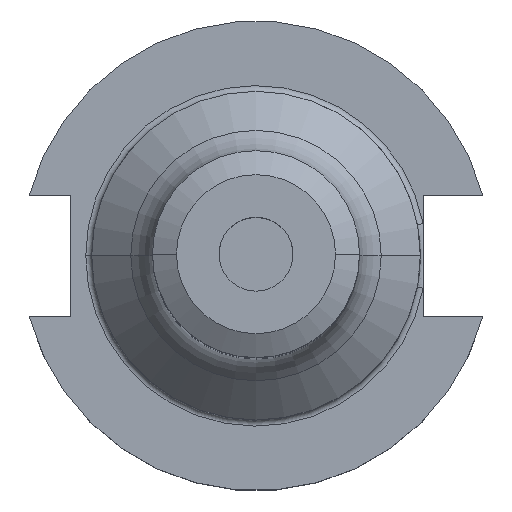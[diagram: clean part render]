
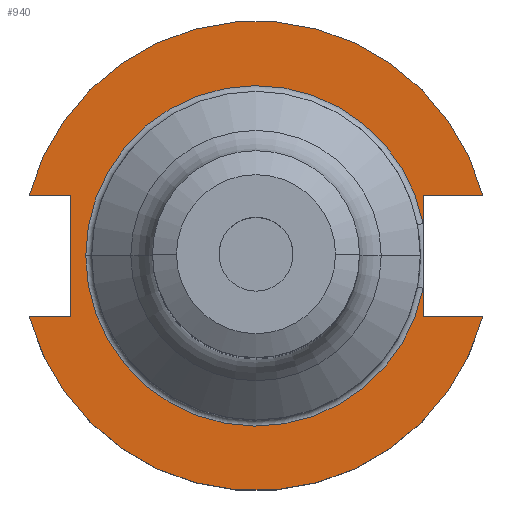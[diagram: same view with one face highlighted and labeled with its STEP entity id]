
A CAD part, top view. The second image highlights one B-rep face of the part: STEP entity #940.
In plain terms, the highlighted planar face has unit normal (0, 0, 1).
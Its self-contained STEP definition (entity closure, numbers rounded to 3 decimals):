
#54 = EDGE_CURVE ( 'NONE', #1353, #1985, #1406, .T. ) ;
#65 = CARTESIAN_POINT ( 'NONE',  ( 30.675, 8.191, 19.05 ) ) ;
#68 = CARTESIAN_POINT ( 'NONE',  ( 0., 0., 19.05 ) ) ;
#98 = EDGE_CURVE ( 'NONE', #934, #644, #543, .T. ) ;
#107 = LINE ( 'NONE', #1891, #1337 ) ;
#108 = AXIS2_PLACEMENT_3D ( 'NONE', #305, #796, #1733 ) ;
#118 = CARTESIAN_POINT ( 'NONE',  ( 22.606, -4.373, 19.05 ) ) ;
#125 = ORIENTED_EDGE ( 'NONE', *, *, #292, .T. ) ;
#139 = CARTESIAN_POINT ( 'NONE',  ( 0., 0., 19.05 ) ) ;
#155 = VECTOR ( 'NONE', #639, 1000. ) ;
#164 = CARTESIAN_POINT ( 'NONE',  ( -30.675, 8.191, 19.05 ) ) ;
#241 = ORIENTED_EDGE ( 'NONE', *, *, #1395, .T. ) ;
#248 = VECTOR ( 'NONE', #1326, 1000. ) ;
#262 = VERTEX_POINT ( 'NONE', #1136 ) ;
#271 = ORIENTED_EDGE ( 'NONE', *, *, #578, .T. ) ;
#290 = DIRECTION ( 'NONE',  ( -1., 0., 0. ) ) ;
#292 = EDGE_CURVE ( 'NONE', #1353, #424, #679, .T. ) ;
#296 = EDGE_CURVE ( 'NONE', #1513, #477, #1140, .T. ) ;
#305 = CARTESIAN_POINT ( 'NONE',  ( 0., 22.225, 19.05 ) ) ;
#319 = CARTESIAN_POINT ( 'NONE',  ( 0., 0., 19.05 ) ) ;
#357 = ORIENTED_EDGE ( 'NONE', *, *, #698, .T. ) ;
#360 = ORIENTED_EDGE ( 'NONE', *, *, #1496, .T. ) ;
#387 = DIRECTION ( 'NONE',  ( 1., 0., 0. ) ) ;
#424 = VERTEX_POINT ( 'NONE', #1493 ) ;
#453 = DIRECTION ( 'NONE',  ( 0., 1., 0. ) ) ;
#470 = ORIENTED_EDGE ( 'NONE', *, *, #98, .T. ) ;
#477 = VERTEX_POINT ( 'NONE', #1063 ) ;
#485 = DIRECTION ( 'NONE',  ( -1., 0., 0. ) ) ;
#543 = LINE ( 'NONE', #1555, #155 ) ;
#547 = DIRECTION ( 'NONE',  ( 1., 0., 0. ) ) ;
#578 = EDGE_CURVE ( 'NONE', #1979, #1804, #1067, .T. ) ;
#589 = VECTOR ( 'NONE', #387, 1000. ) ;
#639 = DIRECTION ( 'NONE',  ( 0., 1., 0. ) ) ;
#644 = VERTEX_POINT ( 'NONE', #1915 ) ;
#652 = VECTOR ( 'NONE', #453, 1000. ) ;
#667 = AXIS2_PLACEMENT_3D ( 'NONE', #319, #1413, #485 ) ;
#679 = CIRCLE ( 'NONE', #1894, 31.75 ) ;
#681 = CARTESIAN_POINT ( 'NONE',  ( 22.606, -8.191, 19.05 ) ) ;
#684 = CARTESIAN_POINT ( 'NONE',  ( 22.606, 4.373, 19.05 ) ) ;
#698 = EDGE_CURVE ( 'NONE', #2018, #1513, #1282, .T. ) ;
#703 = ORIENTED_EDGE ( 'NONE', *, *, #54, .F. ) ;
#715 = AXIS2_PLACEMENT_3D ( 'NONE', #68, #1173, #1928 ) ;
#740 = VECTOR ( 'NONE', #1852, 1000. ) ;
#796 = DIRECTION ( 'NONE',  ( 0., 0., -1. ) ) ;
#805 = LINE ( 'NONE', #947, #740 ) ;
#857 = CARTESIAN_POINT ( 'NONE',  ( -25.091, -8.191, 19.05 ) ) ;
#875 = CARTESIAN_POINT ( 'NONE',  ( -61.091, -8.191, 19.05 ) ) ;
#912 = EDGE_CURVE ( 'NONE', #1979, #424, #1030, .T. ) ;
#930 = FACE_OUTER_BOUND ( 'NONE', #1598, .T. ) ;
#934 = VERTEX_POINT ( 'NONE', #684 ) ;
#940 = ADVANCED_FACE ( 'NONE', ( #930 ), #1849, .F. ) ;
#947 = CARTESIAN_POINT ( 'NONE',  ( 0., 8.191, 19.05 ) ) ;
#981 = DIRECTION ( 'NONE',  ( 0., -1., 0. ) ) ;
#1030 = LINE ( 'NONE', #1156, #1380 ) ;
#1047 = EDGE_CURVE ( 'NONE', #477, #1985, #107, .T. ) ;
#1063 = CARTESIAN_POINT ( 'NONE',  ( -25.091, 8.191, 19.05 ) ) ;
#1067 = LINE ( 'NONE', #1088, #652 ) ;
#1088 = CARTESIAN_POINT ( 'NONE',  ( 22.606, 22.225, 19.05 ) ) ;
#1115 = CIRCLE ( 'NONE', #1742, 23.025 ) ;
#1136 = CARTESIAN_POINT ( 'NONE',  ( -23.025, 0., 19.05 ) ) ;
#1140 = LINE ( 'NONE', #1164, #248 ) ;
#1156 = CARTESIAN_POINT ( 'NONE',  ( 0., -8.191, 19.05 ) ) ;
#1164 = CARTESIAN_POINT ( 'NONE',  ( -61.091, 8.191, 19.05 ) ) ;
#1173 = DIRECTION ( 'NONE',  ( 0., 0., 1. ) ) ;
#1214 = CARTESIAN_POINT ( 'NONE',  ( -30.675, -8.191, 19.05 ) ) ;
#1241 = DIRECTION ( 'NONE',  ( 0., 0., -1. ) ) ;
#1282 = CIRCLE ( 'NONE', #715, 31.75 ) ;
#1285 = ORIENTED_EDGE ( 'NONE', *, *, #1869, .F. ) ;
#1318 = CARTESIAN_POINT ( 'NONE',  ( 0., 0., 19.05 ) ) ;
#1326 = DIRECTION ( 'NONE',  ( 1., 0., 0. ) ) ;
#1327 = DIRECTION ( 'NONE',  ( 1., 0., 0. ) ) ;
#1337 = VECTOR ( 'NONE', #981, 1000. ) ;
#1353 = VERTEX_POINT ( 'NONE', #1214 ) ;
#1357 = ORIENTED_EDGE ( 'NONE', *, *, #912, .F. ) ;
#1380 = VECTOR ( 'NONE', #1327, 1000. ) ;
#1395 = EDGE_CURVE ( 'NONE', #1804, #262, #1115, .T. ) ;
#1406 = LINE ( 'NONE', #875, #589 ) ;
#1413 = DIRECTION ( 'NONE',  ( 0., 0., -1. ) ) ;
#1464 = DIRECTION ( 'NONE',  ( 0., 0., 1. ) ) ;
#1493 = CARTESIAN_POINT ( 'NONE',  ( 30.675, -8.191, 19.05 ) ) ;
#1496 = EDGE_CURVE ( 'NONE', #262, #934, #1781, .T. ) ;
#1513 = VERTEX_POINT ( 'NONE', #164 ) ;
#1543 = ORIENTED_EDGE ( 'NONE', *, *, #1047, .T. ) ;
#1555 = CARTESIAN_POINT ( 'NONE',  ( 22.606, 22.225, 19.05 ) ) ;
#1597 = ORIENTED_EDGE ( 'NONE', *, *, #296, .T. ) ;
#1598 = EDGE_LOOP ( 'NONE', ( #271, #241, #360, #470, #1285, #357, #1597, #1543, #703, #125, #1357 ) ) ;
#1733 = DIRECTION ( 'NONE',  ( -1., 0., 0. ) ) ;
#1742 = AXIS2_PLACEMENT_3D ( 'NONE', #139, #1241, #290 ) ;
#1781 = CIRCLE ( 'NONE', #667, 23.025 ) ;
#1804 = VERTEX_POINT ( 'NONE', #118 ) ;
#1849 = PLANE ( 'NONE',  #108 ) ;
#1852 = DIRECTION ( 'NONE',  ( -1., 0., 0. ) ) ;
#1869 = EDGE_CURVE ( 'NONE', #2018, #644, #805, .T. ) ;
#1891 = CARTESIAN_POINT ( 'NONE',  ( -25.091, 8.191, 19.05 ) ) ;
#1894 = AXIS2_PLACEMENT_3D ( 'NONE', #1318, #1464, #547 ) ;
#1915 = CARTESIAN_POINT ( 'NONE',  ( 22.606, 8.191, 19.05 ) ) ;
#1928 = DIRECTION ( 'NONE',  ( 1., 0., 0. ) ) ;
#1979 = VERTEX_POINT ( 'NONE', #681 ) ;
#1985 = VERTEX_POINT ( 'NONE', #857 ) ;
#2018 = VERTEX_POINT ( 'NONE', #65 ) ;
